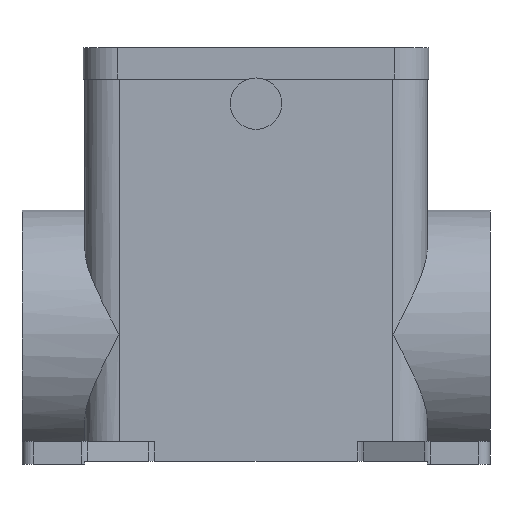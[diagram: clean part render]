
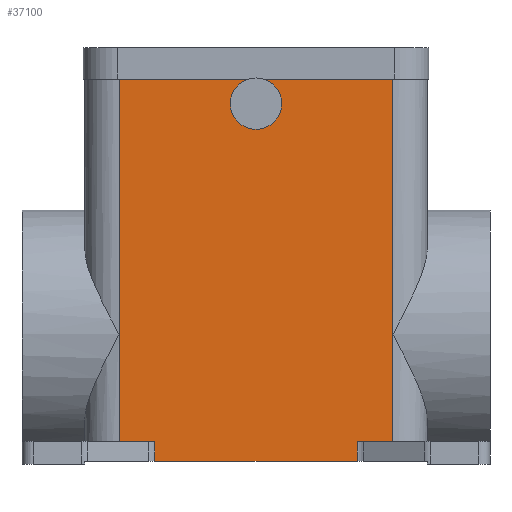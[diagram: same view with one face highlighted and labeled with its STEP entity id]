
A CAD part, front view. The second image highlights one B-rep face of the part: STEP entity #37100.
In plain terms, the highlighted face is planar.
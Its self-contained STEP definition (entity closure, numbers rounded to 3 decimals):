
#2160=CARTESIAN_POINT('',(24.,21.75,-40.));
#2170=DIRECTION('',(0.,0.,1.));
#2180=VECTOR('',#2170,18.75);
#2190=LINE('',#2160,#2180);
#2200=CARTESIAN_POINT('',(24.,21.75,-40.));
#2210=VERTEX_POINT('',#2200);
#2220=CARTESIAN_POINT('',(24.,21.75,-21.25));
#2230=VERTEX_POINT('',#2220);
#2240=EDGE_CURVE('',#2210,#2230,#2190,.T.);
#5020=CARTESIAN_POINT('',(-4.5,21.75,19.2));
#5030=VERTEX_POINT('',#5020);
#5060=CARTESIAN_POINT('',(0.,21.75,19.2));
#5070=DIRECTION('',(0.,-1.,0.));
#5080=DIRECTION('',(1.,0.,0.));
#5090=AXIS2_PLACEMENT_3D('',#5060,#5070,#5080);
#5100=CIRCLE('',#5090,4.5);
#5110=CARTESIAN_POINT('',(4.5,21.75,19.2));
#5120=VERTEX_POINT('',#5110);
#5130=EDGE_CURVE('',#5030,#5120,#5100,.T.);
#7450=CARTESIAN_POINT('',(-24.,21.75,23.5));
#7460=DIRECTION('',(1.,0.,0.));
#7470=VECTOR('',#7460,48.);
#7480=LINE('',#7450,#7470);
#7490=CARTESIAN_POINT('',(1.327,21.75,23.5));
#7500=VERTEX_POINT('',#7490);
#7510=CARTESIAN_POINT('',(24.,21.75,23.5));
#7520=VERTEX_POINT('',#7510);
#7530=EDGE_CURVE('',#7500,#7520,#7480,.T.);
#12720=CARTESIAN_POINT('',(-24.,21.75,-21.25));
#12730=DIRECTION('',(0.,0.,1.));
#12740=VECTOR('',#12730,44.75);
#12750=LINE('',#12720,#12740);
#12760=CARTESIAN_POINT('',(-24.,21.75,-21.25));
#12770=VERTEX_POINT('',#12760);
#12780=CARTESIAN_POINT('',(-24.,21.75,23.5));
#12790=VERTEX_POINT('',#12780);
#12800=EDGE_CURVE('',#12770,#12790,#12750,.T.);
#15960=CARTESIAN_POINT('',(24.,21.75,-21.25));
#15970=DIRECTION('',(0.,0.,1.));
#15980=VECTOR('',#15970,44.75);
#15990=LINE('',#15960,#15980);
#16000=EDGE_CURVE('',#2230,#7520,#15990,.T.);
#22020=CARTESIAN_POINT('',(-1.327,21.75,23.5));
#22030=VERTEX_POINT('',#22020);
#22040=EDGE_CURVE('',#12790,#22030,#7480,.T.);
#24370=CARTESIAN_POINT('',(-24.,21.75,-40.));
#24380=VERTEX_POINT('',#24370);
#24410=CARTESIAN_POINT('',(-24.,21.75,-40.));
#24420=DIRECTION('',(0.,0.,1.));
#24430=VECTOR('',#24420,18.75);
#24440=LINE('',#24410,#24430);
#24450=EDGE_CURVE('',#24380,#12770,#24440,.T.);
#35070=CARTESIAN_POINT('',(17.773,21.75,-43.5));
#35080=VERTEX_POINT('',#35070);
#35110=CARTESIAN_POINT('',(-17.773,21.75,-43.5));
#35120=DIRECTION('',(1.,0.,0.));
#35130=VECTOR('',#35120,35.546);
#35140=LINE('',#35110,#35130);
#35150=CARTESIAN_POINT('',(-17.773,21.75,-43.5));
#35160=VERTEX_POINT('',#35150);
#35170=EDGE_CURVE('',#35160,#35080,#35140,.T.);
#36520=CARTESIAN_POINT('',(-17.773,21.75,-40.));
#36530=DIRECTION('',(0.,0.,-1.));
#36540=VECTOR('',#36530,3.5);
#36550=LINE('',#36520,#36540);
#36560=CARTESIAN_POINT('',(-17.773,21.75,-40.));
#36570=VERTEX_POINT('',#36560);
#36580=EDGE_CURVE('',#36570,#35160,#36550,.T.);
#36700=CARTESIAN_POINT('',(-24.,21.75,1.5));
#36710=DIRECTION('',(0.,1.,0.));
#36720=DIRECTION('',(0.,0.,1.));
#36730=AXIS2_PLACEMENT_3D('',#36700,#36710,#36720);
#36740=PLANE('',#36730);
#36750=ORIENTED_EDGE('',*,*,#35170,.F.);
#36760=CARTESIAN_POINT('',(17.773,21.75,-43.5));
#36770=DIRECTION('',(0.,0.,1.));
#36780=VECTOR('',#36770,3.5);
#36790=LINE('',#36760,#36780);
#36800=CARTESIAN_POINT('',(17.773,21.75,-40.));
#36810=VERTEX_POINT('',#36800);
#36820=EDGE_CURVE('',#35080,#36810,#36790,.T.);
#36830=ORIENTED_EDGE('',*,*,#36820,.F.);
#36840=CARTESIAN_POINT('',(24.,21.75,-40.));
#36850=DIRECTION('',(-1.,0.,0.));
#36860=VECTOR('',#36850,6.227);
#36870=LINE('',#36840,#36860);
#36880=EDGE_CURVE('',#2210,#36810,#36870,.T.);
#36890=ORIENTED_EDGE('',*,*,#36880,.T.);
#36900=ORIENTED_EDGE('',*,*,#2240,.F.);
#36910=ORIENTED_EDGE('',*,*,#16000,.F.);
#36920=ORIENTED_EDGE('',*,*,#7530,.T.);
#36930=EDGE_CURVE('',#5120,#7500,#5100,.T.);
#36940=ORIENTED_EDGE('',*,*,#36930,.T.);
#36950=ORIENTED_EDGE('',*,*,#5130,.T.);
#36960=EDGE_CURVE('',#22030,#5030,#5100,.T.);
#36970=ORIENTED_EDGE('',*,*,#36960,.T.);
#36980=ORIENTED_EDGE('',*,*,#22040,.T.);
#36990=ORIENTED_EDGE('',*,*,#12800,.T.);
#37000=ORIENTED_EDGE('',*,*,#24450,.T.);
#37010=CARTESIAN_POINT('',(-17.773,21.75,-40.));
#37020=DIRECTION('',(-1.,0.,0.));
#37030=VECTOR('',#37020,6.227);
#37040=LINE('',#37010,#37030);
#37050=EDGE_CURVE('',#36570,#24380,#37040,.T.);
#37060=ORIENTED_EDGE('',*,*,#37050,.T.);
#37070=ORIENTED_EDGE('',*,*,#36580,.F.);
#37080=EDGE_LOOP('',(#37070,#37060,#37000,#36990,#36980,#36970,#36950,
#36940,#36920,#36910,#36900,#36890,#36830,#36750));
#37090=FACE_OUTER_BOUND('',#37080,.T.);
#37100=ADVANCED_FACE('',(#37090),#36740,.T.);
